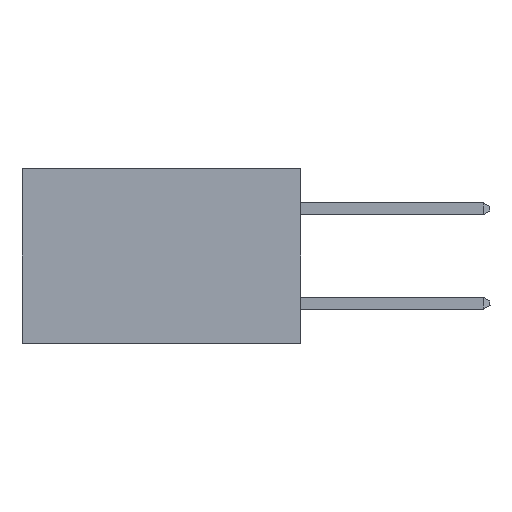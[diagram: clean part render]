
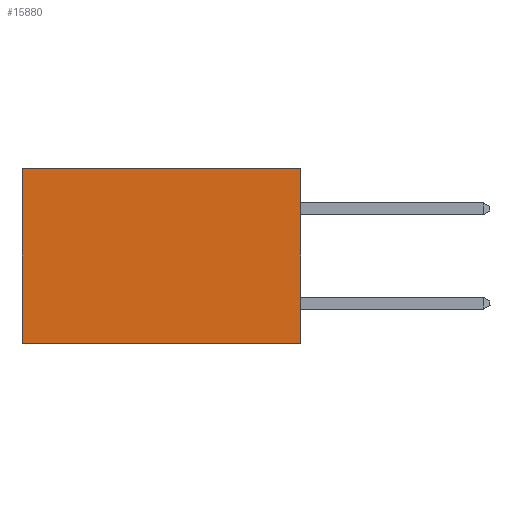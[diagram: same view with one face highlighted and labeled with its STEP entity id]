
A CAD part, left-side view. The second image highlights one B-rep face of the part: STEP entity #15880.
In plain terms, the highlighted planar face has unit normal (-1, 0, 0).
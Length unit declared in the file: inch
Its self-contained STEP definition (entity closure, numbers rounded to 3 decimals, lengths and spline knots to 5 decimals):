
#112 = EDGE_CURVE ( 'NONE', #11448, #3810, #4751, .T. ) ;
#1097 = AXIS2_PLACEMENT_3D ( 'NONE', #15126, #16342, #8895 ) ;
#1965 = VERTEX_POINT ( 'NONE', #8687 ) ;
#2141 = DIRECTION ( 'NONE',  ( 0., 1., 0. ) ) ;
#2760 = VECTOR ( 'NONE', #10452, 39.37008 ) ;
#3646 = CARTESIAN_POINT ( 'NONE',  ( 0.277, 0., -0.37 ) ) ;
#3810 = VERTEX_POINT ( 'NONE', #5981 ) ;
#3845 = LINE ( 'NONE', #12385, #10212 ) ;
#4362 = VECTOR ( 'NONE', #2141, 39.37008 ) ;
#4751 = LINE ( 'NONE', #8156, #4362 ) ;
#5285 = ORIENTED_EDGE ( 'NONE', *, *, #14852, .F. ) ;
#5855 = ORIENTED_EDGE ( 'NONE', *, *, #13422, .F. ) ;
#5981 = CARTESIAN_POINT ( 'NONE',  ( 0.277, 0.59, 0. ) ) ;
#6115 = LINE ( 'NONE', #7978, #2760 ) ;
#6286 = DIRECTION ( 'NONE',  ( 0., 0., -1. ) ) ;
#6304 = PLANE ( 'NONE',  #1097 ) ;
#7770 = LINE ( 'NONE', #11364, #14045 ) ;
#7978 = CARTESIAN_POINT ( 'NONE',  ( 0.277, 0.59, -0.37 ) ) ;
#8156 = CARTESIAN_POINT ( 'NONE',  ( 0.277, 0., 0. ) ) ;
#8471 = ORIENTED_EDGE ( 'NONE', *, *, #16064, .T. ) ;
#8687 = CARTESIAN_POINT ( 'NONE',  ( 0.277, 0.59, -0.37 ) ) ;
#8895 = DIRECTION ( 'NONE',  ( 0., 0., -1. ) ) ;
#9108 = FACE_OUTER_BOUND ( 'NONE', #12635, .T. ) ;
#10212 = VECTOR ( 'NONE', #11071, 39.37008 ) ;
#10452 = DIRECTION ( 'NONE',  ( 0., 0., -1. ) ) ;
#11071 = DIRECTION ( 'NONE',  ( 0., 1., 0. ) ) ;
#11085 = CARTESIAN_POINT ( 'NONE',  ( 0.277, 0., 0. ) ) ;
#11364 = CARTESIAN_POINT ( 'NONE',  ( 0.277, 0., -0.37 ) ) ;
#11448 = VERTEX_POINT ( 'NONE', #11085 ) ;
#12385 = CARTESIAN_POINT ( 'NONE',  ( 0.277, 0., -0.37 ) ) ;
#12635 = EDGE_LOOP ( 'NONE', ( #8471, #5855, #5285, #15313 ) ) ;
#13422 = EDGE_CURVE ( 'NONE', #13460, #1965, #3845, .T. ) ;
#13460 = VERTEX_POINT ( 'NONE', #3646 ) ;
#14045 = VECTOR ( 'NONE', #6286, 39.37008 ) ;
#14852 = EDGE_CURVE ( 'NONE', #11448, #13460, #7770, .T. ) ;
#15126 = CARTESIAN_POINT ( 'NONE',  ( 0.277, 0., -0.37 ) ) ;
#15313 = ORIENTED_EDGE ( 'NONE', *, *, #112, .T. ) ;
#15880 = ADVANCED_FACE ( 'NONE', ( #9108 ), #6304, .F. ) ;
#16064 = EDGE_CURVE ( 'NONE', #3810, #1965, #6115, .T. ) ;
#16342 = DIRECTION ( 'NONE',  ( 1., 0., 0. ) ) ;
